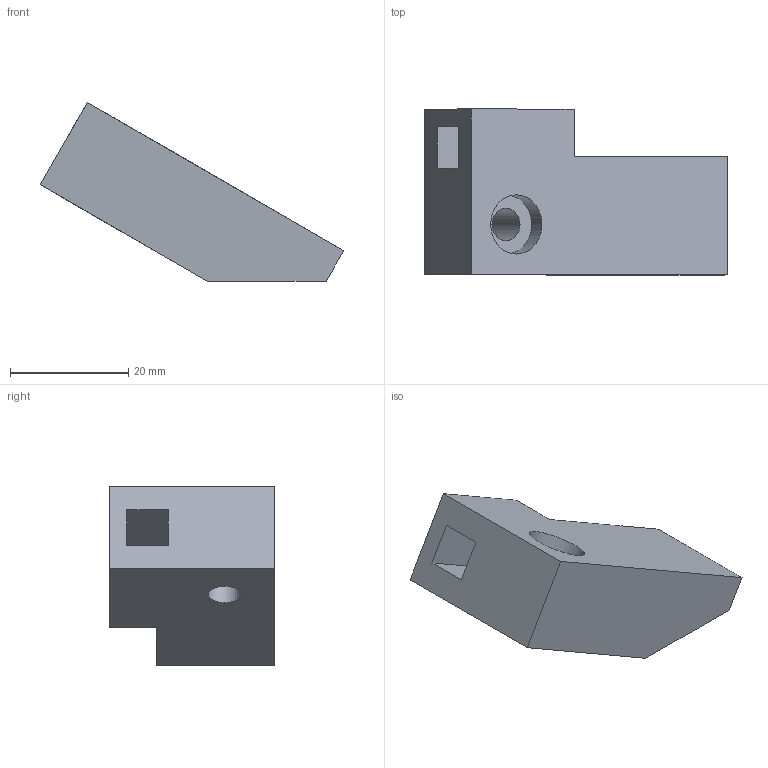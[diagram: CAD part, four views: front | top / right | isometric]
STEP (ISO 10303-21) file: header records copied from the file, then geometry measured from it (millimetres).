
FILE_DESCRIPTION(/* description */ ('STEP AP242','CAx-IF Rec.Pracs.---Representation and Presentation of Product Manufacturing Information (PMI)---4.0---2014-10-13','CAx-IF Rec.Pracs.---3D Tessellated Geometry---0.4---2014-09-14','2;1'),/* implementation_level */ '2;1');
FILE_NAME(/* name */ 'Part Studio 1 - battery holder left',/* time_stamp */ '2025-09-22T03:41:42Z',/* author */ (''),/* organization */ (''),/* preprocessor_version */ 'ST-DEVELOPER v20',/* originating_system */ 'ONSHAPE BY PTC INC, 1.204',/* authorisation */ ' ');
FILE_SCHEMA (('AP242_MANAGED_MODEL_BASED_3D_ENGINEERING_MIM_LF { 1 0 10303 442 1 1 4 }'));
Length unit declared in the file: metre
Products named in the file (1): battery holder left
Bounding box: 51.3 x 28 x 30.2 mm (x, y, z)
Volume: 15206.1 mm3; surface area: 5284.8 mm2
Topology: 1 solids, 1 shells, 17 faces, 46 edges, 31 vertices
Faces by surface type: plane 15, cylinder 2
Full cylindrical faces by diameter (mm): 5.5 x1, 10 x1
Entity records: 543 total; most frequent: CARTESIAN_POINT 91, ORIENTED_EDGE 86, DIRECTION 83, EDGE_CURVE 43, LINE 39, VECTOR 39, VERTEX_POINT 30, EDGE_LOOP 23
